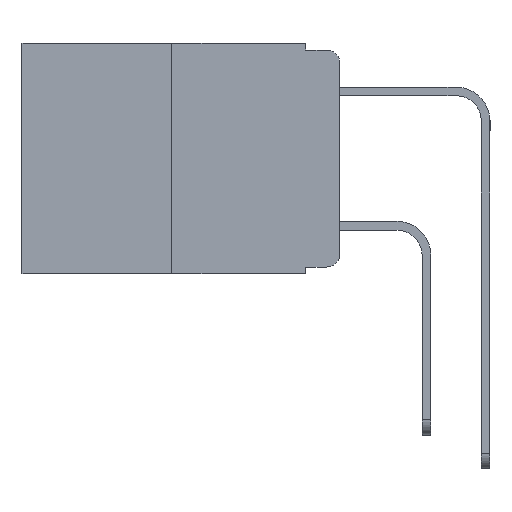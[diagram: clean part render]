
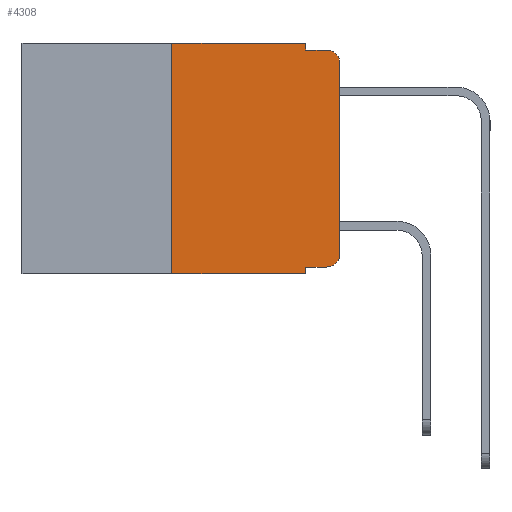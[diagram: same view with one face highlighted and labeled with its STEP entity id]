
A CAD part, left-side view. The second image highlights one B-rep face of the part: STEP entity #4308.
In plain terms, the highlighted planar face has unit normal (-1, 0, 0).
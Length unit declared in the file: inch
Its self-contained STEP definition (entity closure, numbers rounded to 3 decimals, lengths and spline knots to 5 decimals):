
#443 = ORIENTED_EDGE ( 'NONE', *, *, #11642, .T. ) ;
#554 = DIRECTION ( 'NONE',  ( 0., -1., 0. ) ) ;
#740 = VERTEX_POINT ( 'NONE', #6833 ) ;
#1158 = VECTOR ( 'NONE', #5159, 39.37008 ) ;
#1210 = CARTESIAN_POINT ( 'NONE',  ( 0., 0.02, -0.333 ) ) ;
#1355 = CARTESIAN_POINT ( 'NONE',  ( 0., 0.051, -0.333 ) ) ;
#1550 = VERTEX_POINT ( 'NONE', #3116 ) ;
#1567 = ORIENTED_EDGE ( 'NONE', *, *, #11879, .F. ) ;
#1610 = LINE ( 'NONE', #7969, #11761 ) ;
#2066 = ORIENTED_EDGE ( 'NONE', *, *, #11913, .T. ) ;
#2073 = VECTOR ( 'NONE', #15872, 39.37008 ) ;
#2084 = CARTESIAN_POINT ( 'NONE',  ( 0., 0.051, -0.01 ) ) ;
#2278 = CARTESIAN_POINT ( 'NONE',  ( 0., 0.02, -0.03 ) ) ;
#2348 = CARTESIAN_POINT ( 'NONE',  ( 0., 0.051, 0. ) ) ;
#2541 = VECTOR ( 'NONE', #7797, 39.37008 ) ;
#2864 = EDGE_LOOP ( 'NONE', ( #16883, #7896, #1567, #4697, #10056, #16508, #443, #11324, #2066, #10516 ) ) ;
#2878 = FACE_OUTER_BOUND ( 'NONE', #2864, .T. ) ;
#2892 = VERTEX_POINT ( 'NONE', #2084 ) ;
#2996 = LINE ( 'NONE', #6450, #2541 ) ;
#3116 = CARTESIAN_POINT ( 'NONE',  ( 0., 0.051, -0.343 ) ) ;
#3407 = CARTESIAN_POINT ( 'NONE',  ( 0., 0.25, 0. ) ) ;
#3500 = CARTESIAN_POINT ( 'NONE',  ( 0., 0.473, 0. ) ) ;
#3730 = DIRECTION ( 'NONE',  ( 0., 0., -1. ) ) ;
#3790 = DIRECTION ( 'NONE',  ( 0., 0., -1. ) ) ;
#3882 = VERTEX_POINT ( 'NONE', #1355 ) ;
#3920 = CARTESIAN_POINT ( 'NONE',  ( 0., 0.02, -0.313 ) ) ;
#4308 = ADVANCED_FACE ( 'NONE', ( #2878 ), #5641, .F. ) ;
#4697 = ORIENTED_EDGE ( 'NONE', *, *, #11882, .F. ) ;
#4944 = CIRCLE ( 'NONE', #9640, 0.02 ) ;
#5073 = AXIS2_PLACEMENT_3D ( 'NONE', #2278, #11888, #3730 ) ;
#5159 = DIRECTION ( 'NONE',  ( 0., 0., -1. ) ) ;
#5290 = DIRECTION ( 'NONE',  ( 0., 0., -1. ) ) ;
#5390 = LINE ( 'NONE', #3500, #12186 ) ;
#5395 = VECTOR ( 'NONE', #3790, 39.37008 ) ;
#5425 = VERTEX_POINT ( 'NONE', #1210 ) ;
#5460 = AXIS2_PLACEMENT_3D ( 'NONE', #16715, #17575, #14186 ) ;
#5641 = PLANE ( 'NONE',  #5460 ) ;
#5743 = CARTESIAN_POINT ( 'NONE',  ( 0., 0.051, 0. ) ) ;
#5832 = LINE ( 'NONE', #2348, #5395 ) ;
#6276 = CIRCLE ( 'NONE', #5073, 0.02 ) ;
#6450 = CARTESIAN_POINT ( 'NONE',  ( 0., 0., 0. ) ) ;
#6451 = VERTEX_POINT ( 'NONE', #3407 ) ;
#6833 = CARTESIAN_POINT ( 'NONE',  ( 0., 0., -0.03 ) ) ;
#7313 = VERTEX_POINT ( 'NONE', #5743 ) ;
#7797 = DIRECTION ( 'NONE',  ( 0., 0., 1. ) ) ;
#7852 = CARTESIAN_POINT ( 'NONE',  ( 0., 0.051, -0.01 ) ) ;
#7896 = ORIENTED_EDGE ( 'NONE', *, *, #11858, .T. ) ;
#7969 = CARTESIAN_POINT ( 'NONE',  ( 0., 0.051, -0.333 ) ) ;
#8478 = VERTEX_POINT ( 'NONE', #13534 ) ;
#8526 = VERTEX_POINT ( 'NONE', #12376 ) ;
#8567 = VECTOR ( 'NONE', #10659, 39.37008 ) ;
#8996 = LINE ( 'NONE', #13325, #1158 ) ;
#9333 = DIRECTION ( 'NONE',  ( 0., -1., 0. ) ) ;
#9640 = AXIS2_PLACEMENT_3D ( 'NONE', #3920, #13384, #5290 ) ;
#10056 = ORIENTED_EDGE ( 'NONE', *, *, #11386, .F. ) ;
#10516 = ORIENTED_EDGE ( 'NONE', *, *, #11933, .T. ) ;
#10659 = DIRECTION ( 'NONE',  ( 0., 0., 1. ) ) ;
#11106 = VECTOR ( 'NONE', #12705, 39.37008 ) ;
#11324 = ORIENTED_EDGE ( 'NONE', *, *, #11911, .F. ) ;
#11386 = EDGE_CURVE ( 'NONE', #6451, #7313, #5390, .T. ) ;
#11642 = EDGE_CURVE ( 'NONE', #8526, #1550, #14231, .T. ) ;
#11761 = VECTOR ( 'NONE', #9333, 39.37008 ) ;
#11855 = EDGE_CURVE ( 'NONE', #16304, #740, #2996, .T. ) ;
#11858 = EDGE_CURVE ( 'NONE', #740, #8478, #6276, .T. ) ;
#11879 = EDGE_CURVE ( 'NONE', #2892, #8478, #16128, .T. ) ;
#11882 = EDGE_CURVE ( 'NONE', #7313, #2892, #5832, .T. ) ;
#11888 = DIRECTION ( 'NONE',  ( -1., 0., 0. ) ) ;
#11908 = EDGE_CURVE ( 'NONE', #8526, #6451, #12189, .T. ) ;
#11911 = EDGE_CURVE ( 'NONE', #3882, #1550, #8996, .T. ) ;
#11913 = EDGE_CURVE ( 'NONE', #3882, #5425, #1610, .T. ) ;
#11933 = EDGE_CURVE ( 'NONE', #5425, #16304, #4944, .T. ) ;
#12186 = VECTOR ( 'NONE', #554, 39.37008 ) ;
#12189 = LINE ( 'NONE', #13269, #8567 ) ;
#12376 = CARTESIAN_POINT ( 'NONE',  ( 0., 0.25, -0.343 ) ) ;
#12705 = DIRECTION ( 'NONE',  ( 0., -1., 0. ) ) ;
#13269 = CARTESIAN_POINT ( 'NONE',  ( 0., 0.25, 0. ) ) ;
#13325 = CARTESIAN_POINT ( 'NONE',  ( 0., 0.051, 0. ) ) ;
#13384 = DIRECTION ( 'NONE',  ( -1., 0., 0. ) ) ;
#13455 = CARTESIAN_POINT ( 'NONE',  ( 0., 0., -0.313 ) ) ;
#13534 = CARTESIAN_POINT ( 'NONE',  ( 0., 0.02, -0.01 ) ) ;
#14186 = DIRECTION ( 'NONE',  ( 0., 0., -1. ) ) ;
#14231 = LINE ( 'NONE', #15304, #11106 ) ;
#15304 = CARTESIAN_POINT ( 'NONE',  ( 0., 0.473, -0.343 ) ) ;
#15872 = DIRECTION ( 'NONE',  ( 0., -1., 0. ) ) ;
#16128 = LINE ( 'NONE', #7852, #2073 ) ;
#16304 = VERTEX_POINT ( 'NONE', #13455 ) ;
#16508 = ORIENTED_EDGE ( 'NONE', *, *, #11908, .F. ) ;
#16715 = CARTESIAN_POINT ( 'NONE',  ( 0., 0.473, 0. ) ) ;
#16883 = ORIENTED_EDGE ( 'NONE', *, *, #11855, .T. ) ;
#17575 = DIRECTION ( 'NONE',  ( 1., 0., 0. ) ) ;
